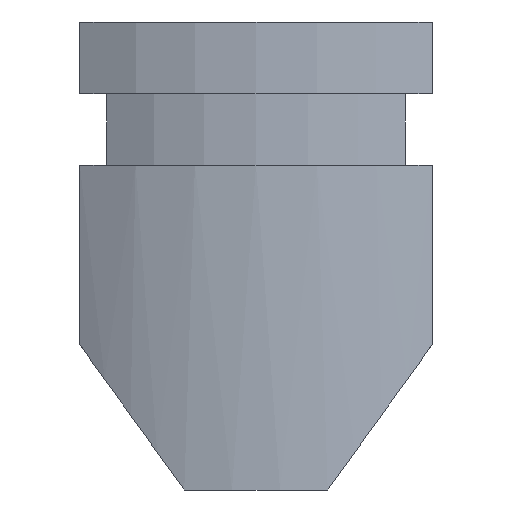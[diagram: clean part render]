
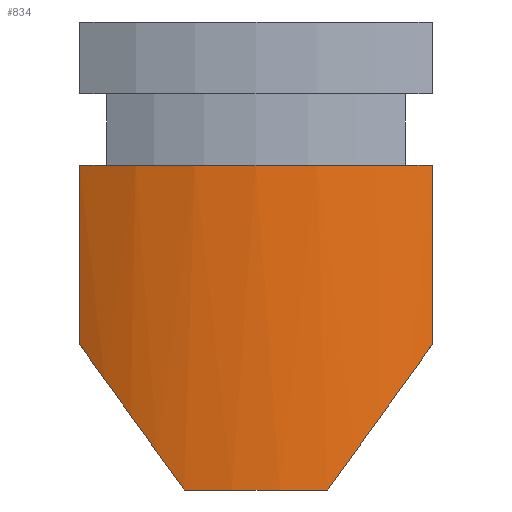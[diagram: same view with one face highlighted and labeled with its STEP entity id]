
A CAD part, left-side view. The second image highlights one B-rep face of the part: STEP entity #834.
In plain terms, the highlighted cylindrical face has radius 10 mm (diameter 20 mm), a partial arc.
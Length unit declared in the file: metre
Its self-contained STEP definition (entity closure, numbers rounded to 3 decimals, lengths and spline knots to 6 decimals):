
#40=LINE('',#1250,#128);
#41=LINE('',#1254,#129);
#128=VECTOR('',#989,1.);
#129=VECTOR('',#992,1.);
#216=CIRCLE('',#895,0.01);
#217=CIRCLE('',#897,0.01);
#252=ORIENTED_EDGE('',*,*,#508,.F.);
#253=ORIENTED_EDGE('',*,*,#509,.F.);
#254=ORIENTED_EDGE('',*,*,#510,.T.);
#255=ORIENTED_EDGE('',*,*,#511,.T.);
#256=ORIENTED_EDGE('',*,*,#512,.T.);
#257=ORIENTED_EDGE('',*,*,#513,.F.);
#508=EDGE_CURVE('',#636,#637,#720,.F.);
#509=EDGE_CURVE('',#638,#636,#216,.T.);
#510=EDGE_CURVE('',#638,#639,#721,.F.);
#511=EDGE_CURVE('',#639,#640,#40,.T.);
#512=EDGE_CURVE('',#640,#641,#217,.T.);
#513=EDGE_CURVE('',#637,#641,#41,.T.);
#636=VERTEX_POINT('',#1244);
#637=VERTEX_POINT('',#1245);
#638=VERTEX_POINT('',#1247);
#639=VERTEX_POINT('',#1249);
#640=VERTEX_POINT('',#1251);
#641=VERTEX_POINT('',#1253);
#720=ELLIPSE('',#894,0.017125,0.01);
#721=ELLIPSE('',#896,0.017125,0.01);
#724=EDGE_LOOP('',(#252,#253,#254,#255,#256,#257));
#770=FACE_BOUND('',#724,.T.);
#816=CYLINDRICAL_SURFACE('',#893,0.01);
#834=ADVANCED_FACE('',(#770),#816,.T.);
#893=AXIS2_PLACEMENT_3D('',#1242,#981,#982);
#894=AXIS2_PLACEMENT_3D('',#1243,#983,#984);
#895=AXIS2_PLACEMENT_3D('',#1246,#985,#986);
#896=AXIS2_PLACEMENT_3D('',#1248,#987,#988);
#897=AXIS2_PLACEMENT_3D('',#1252,#990,#991);
#981=DIRECTION('',(0.,0.,1.));
#982=DIRECTION('',(1.,0.,0.));
#983=DIRECTION('',(0.,-0.812,0.584));
#984=DIRECTION('',(0.,0.584,0.812));
#985=DIRECTION('',(0.,0.,-1.));
#986=DIRECTION('',(-1.,0.,0.));
#987=DIRECTION('',(0.,-0.812,-0.584));
#988=DIRECTION('',(0.,-0.584,0.812));
#989=DIRECTION('',(0.,0.,1.));
#990=DIRECTION('',(0.,0.,-1.));
#991=DIRECTION('',(-1.,0.,0.));
#992=DIRECTION('',(0.,0.,1.));
#1242=CARTESIAN_POINT('',(0.,0.,0.017298));
#1243=CARTESIAN_POINT('',(0.,0.,0.01252));
#1244=CARTESIAN_POINT('',(-0.009798,0.002,0.0153));
#1245=CARTESIAN_POINT('',(-0.00871,0.004913,0.01935));
#1246=CARTESIAN_POINT('',(0.,0.,0.0153));
#1247=CARTESIAN_POINT('',(-0.009798,-0.002,0.0153));
#1248=CARTESIAN_POINT('',(0.,0.,0.01252));
#1249=CARTESIAN_POINT('',(-0.00871,-0.004913,0.01935));
#1250=CARTESIAN_POINT('',(-0.00871,-0.004913,0.017298));
#1251=CARTESIAN_POINT('',(-0.00871,-0.004913,0.02435));
#1252=CARTESIAN_POINT('',(0.,0.,0.02435));
#1253=CARTESIAN_POINT('',(-0.00871,0.004913,0.02435));
#1254=CARTESIAN_POINT('',(-0.00871,0.004913,0.017298));
